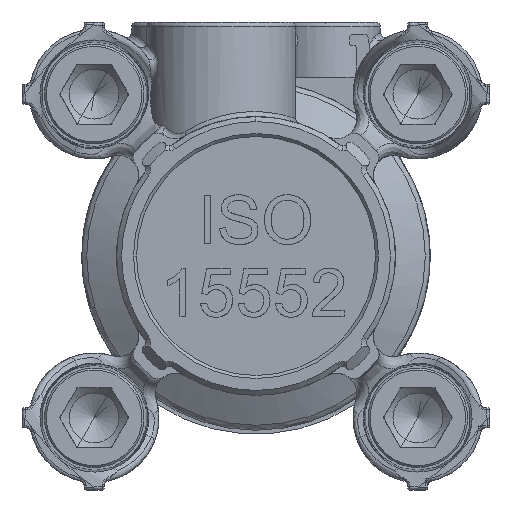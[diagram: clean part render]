
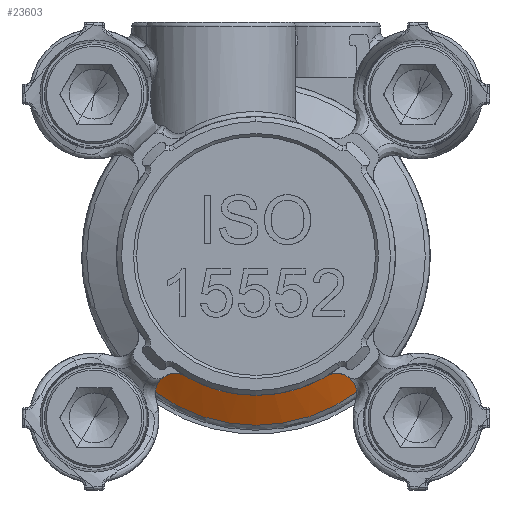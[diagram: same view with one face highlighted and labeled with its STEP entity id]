
A CAD part, front view. The second image highlights one B-rep face of the part: STEP entity #23603.
In plain terms, the highlighted conical face has half-angle 60 degrees and reference radius 17 mm.
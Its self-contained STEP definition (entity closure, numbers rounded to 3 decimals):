
#3852 = CARTESIAN_POINT ( 'NONE',  ( -9.059, 20.238, -12.024 ) ) ;
#3948 = DIRECTION ( 'NONE',  ( 0., 1., 0. ) ) ;
#4348 = CARTESIAN_POINT ( 'NONE',  ( -8.135, 19.816, -11.789 ) ) ;
#5168 = CARTESIAN_POINT ( 'NONE',  ( 9.644, 20.644, -12.463 ) ) ;
#5697 = VERTEX_POINT ( 'NONE', #62248 ) ;
#7292 = DIRECTION ( 'NONE',  ( 0., 0., 1. ) ) ;
#7578 = ORIENTED_EDGE ( 'NONE', *, *, #81003, .F. ) ;
#9038 = CARTESIAN_POINT ( 'NONE',  ( -7.574, 19.673, -11.864 ) ) ;
#9827 = EDGE_LOOP ( 'NONE', ( #18559, #22474, #39176, #50735, #7578 ) ) ;
#10038 = CARTESIAN_POINT ( 'NONE',  ( -9.107, 20.267, -12.051 ) ) ;
#10893 = CONICAL_SURFACE ( 'NONE', #91256, 17., 1.047 ) ;
#11035 = CARTESIAN_POINT ( 'NONE',  ( -8.932, 20.165, -11.961 ) ) ;
#11626 = FACE_OUTER_BOUND ( 'NONE', #9827, .T. ) ;
#11903 = CARTESIAN_POINT ( 'NONE',  ( 0., 19.629, -14. ) ) ;
#12878 = CARTESIAN_POINT ( 'NONE',  ( 7.977, 19.763, -11.787 ) ) ;
#14898 = CARTESIAN_POINT ( 'NONE',  ( 8.827, 20.107, -11.914 ) ) ;
#17054 = EDGE_CURVE ( 'NONE', #31643, #31147, #90124, .T. ) ;
#17727 = CARTESIAN_POINT ( 'NONE',  ( -8.734, 20.061, -11.883 ) ) ;
#17925 = CIRCLE ( 'NONE', #88409, 14. ) ;
#18559 = ORIENTED_EDGE ( 'NONE', *, *, #17054, .T. ) ;
#20707 = VERTEX_POINT ( 'NONE', #51661 ) ;
#21596 = CARTESIAN_POINT ( 'NONE',  ( 10.099, 21.279, -13.498 ) ) ;
#22474 = ORIENTED_EDGE ( 'NONE', *, *, #66931, .T. ) ;
#22603 = CARTESIAN_POINT ( 'NONE',  ( 8.332, 19.883, -11.794 ) ) ;
#22688 = CARTESIAN_POINT ( 'NONE',  ( 0., 19.629, 0. ) ) ;
#23603 = ADVANCED_FACE ( 'NONE', ( #11626 ), #10893, .T. ) ;
#25444 = CARTESIAN_POINT ( 'NONE',  ( -10.112, 21.361, -13.665 ) ) ;
#26428 = CARTESIAN_POINT ( 'NONE',  ( -9.265, 20.365, -12.143 ) ) ;
#26945 = CARTESIAN_POINT ( 'NONE',  ( -7.931, 19.754, -11.798 ) ) ;
#27452 = CARTESIAN_POINT ( 'NONE',  ( -9.392, 20.454, -12.239 ) ) ;
#27551 = DIRECTION ( 'NONE',  ( 0., 0., 1. ) ) ;
#30670 = AXIS2_PLACEMENT_3D ( 'NONE', #36985, #45203, #52895 ) ;
#31147 = VERTEX_POINT ( 'NONE', #37070 ) ;
#31604 = CARTESIAN_POINT ( 'NONE',  ( -7.394, 19.647, -11.924 ) ) ;
#31643 = VERTEX_POINT ( 'NONE', #90200 ) ;
#33645 = CARTESIAN_POINT ( 'NONE',  ( -9.989, 21.018, -13.013 ) ) ;
#34127 = CARTESIAN_POINT ( 'NONE',  ( -8.326, 19.88, -11.792 ) ) ;
#34622 = CARTESIAN_POINT ( 'NONE',  ( -9.62, 20.638, -12.467 ) ) ;
#34850 = CARTESIAN_POINT ( 'NONE',  ( 0., 19.629, 0. ) ) ;
#35144 = CARTESIAN_POINT ( 'NONE',  ( -8.111, 19.808, -11.789 ) ) ;
#35643 = CARTESIAN_POINT ( 'NONE',  ( -8.991, 20.198, -11.988 ) ) ;
#35917 = EDGE_CURVE ( 'NONE', #20707, #5697, #65657, .T. ) ;
#36985 = CARTESIAN_POINT ( 'NONE',  ( 0., 21.361, 0. ) ) ;
#37006 = CARTESIAN_POINT ( 'NONE',  ( 10.11, 21.361, -13.667 ) ) ;
#37070 = CARTESIAN_POINT ( 'NONE',  ( 7.1, 19.629, -12.066 ) ) ;
#38525 = CARTESIAN_POINT ( 'NONE',  ( 7.795, 19.714, -11.807 ) ) ;
#38818 = CARTESIAN_POINT ( 'NONE',  ( -7.708, 19.698, -11.83 ) ) ;
#39176 = ORIENTED_EDGE ( 'NONE', *, *, #48048, .T. ) ;
#41343 = CARTESIAN_POINT ( 'NONE',  ( -9.722, 20.733, -12.596 ) ) ;
#41862 = CARTESIAN_POINT ( 'NONE',  ( -9.771, 20.781, -12.664 ) ) ;
#45203 = DIRECTION ( 'NONE',  ( 0., 1., 0. ) ) ;
#46078 = VERTEX_POINT ( 'NONE', #11903 ) ;
#46226 = CARTESIAN_POINT ( 'NONE',  ( 8.501, 19.953, -11.821 ) ) ;
#48048 = EDGE_CURVE ( 'NONE', #46078, #20707, #17925, .T. ) ;
#48051 = CARTESIAN_POINT ( 'NONE',  ( -7.182, 19.629, -12.018 ) ) ;
#50064 = CARTESIAN_POINT ( 'NONE',  ( -9.566, 20.591, -12.407 ) ) ;
#50735 = ORIENTED_EDGE ( 'NONE', *, *, #35917, .T. ) ;
#51056 = CARTESIAN_POINT ( 'NONE',  ( -7.998, 19.773, -11.792 ) ) ;
#51661 = CARTESIAN_POINT ( 'NONE',  ( -7.102, 19.629, -12.065 ) ) ;
#52895 = DIRECTION ( 'NONE',  ( 0., 0., 1. ) ) ;
#53433 = CARTESIAN_POINT ( 'NONE',  ( 9.407, 20.454, -12.23 ) ) ;
#54236 = CARTESIAN_POINT ( 'NONE',  ( -7.102, 19.629, -12.065 ) ) ;
#56598 = AXIS2_PLACEMENT_3D ( 'NONE', #34850, #66179, #83598 ) ;
#56774 = CARTESIAN_POINT ( 'NONE',  ( -9.795, 20.806, -12.7 ) ) ;
#58282 = CARTESIAN_POINT ( 'NONE',  ( -10.091, 21.195, -13.322 ) ) ;
#60620 = CARTESIAN_POINT ( 'NONE',  ( 9.899, 20.923, -12.874 ) ) ;
#62138 = CARTESIAN_POINT ( 'NONE',  ( 7.439, 19.647, -11.899 ) ) ;
#62248 = CARTESIAN_POINT ( 'NONE',  ( -10.112, 21.361, -13.665 ) ) ;
#62938 = CARTESIAN_POINT ( 'NONE',  ( -7.438, 19.652, -11.908 ) ) ;
#65657 = B_SPLINE_CURVE_WITH_KNOTS ( 'NONE', 3,
 ( #54236, #48051, #94738, #31604, #62938, #79354, #9038, #38818, #101428, #26945, #51056, #97258, #35144, #4348, #34127, #66469, #17727, #97771, #11035, #35643, #3852, #66963, #10038, #74677, #26428, #27452, #50064, #34622, #96249, #41343, #41862, #56774, #33645, #58282, #25444 ),
 .UNSPECIFIED., .F., .F.,
 ( 4, 2, 2, 2, 2, 1, 2, 2, 2, 2, 1, 1, 2, 2, 2, 2, 2, 2, 4 ),
 ( 0., 0.062, 0.094, 0.125, 0.187, 0.219, 0.234, 0.25, 0.375, 0.437, 0.469, 0.484, 0.492, 0.5, 0.625, 0.687, 0.719, 0.75, 1. ),
 .UNSPECIFIED. ) ;
#66179 = DIRECTION ( 'NONE',  ( 0., 1., 0. ) ) ;
#66469 = CARTESIAN_POINT ( 'NONE',  ( -8.492, 19.947, -11.815 ) ) ;
#66931 = EDGE_CURVE ( 'NONE', #31147, #46078, #77900, .T. ) ;
#66963 = CARTESIAN_POINT ( 'NONE',  ( -9.087, 20.256, -12.04 ) ) ;
#69801 = CIRCLE ( 'NONE', #30670, 17. ) ;
#69817 = CARTESIAN_POINT ( 'NONE',  ( 7.263, 19.629, -11.97 ) ) ;
#74677 = CARTESIAN_POINT ( 'NONE',  ( -9.117, 20.274, -12.057 ) ) ;
#77900 = CIRCLE ( 'NONE', #56598, 14. ) ;
#79354 = CARTESIAN_POINT ( 'NONE',  ( -7.527, 19.665, -11.878 ) ) ;
#81003 = EDGE_CURVE ( 'NONE', #31643, #5697, #69801, .T. ) ;
#82973 = CARTESIAN_POINT ( 'NONE',  ( 0., 21.361, 0. ) ) ;
#83598 = DIRECTION ( 'NONE',  ( 0., 0., 1. ) ) ;
#85207 = CARTESIAN_POINT ( 'NONE',  ( 9.969, 21.016, -13.025 ) ) ;
#88409 = AXIS2_PLACEMENT_3D ( 'NONE', #22688, #101211, #7292 ) ;
#90124 = B_SPLINE_CURVE_WITH_KNOTS ( 'NONE', 3,
 ( #37006, #21596, #99615, #85207, #60620, #5168, #53433, #91392, #14898, #46226, #22603, #12878, #38525, #62138, #69817, #101132 ),
 .UNSPECIFIED., .F., .F.,
 ( 4, 2, 2, 2, 2, 2, 2, 4 ),
 ( 0., 0.001, 0.001, 0.002, 0.003, 0.003, 0.004, 0.004 ),
 .UNSPECIFIED. ) ;
#90200 = CARTESIAN_POINT ( 'NONE',  ( 10.11, 21.361, -13.667 ) ) ;
#91256 = AXIS2_PLACEMENT_3D ( 'NONE', #82973, #3948, #27551 ) ;
#91392 = CARTESIAN_POINT ( 'NONE',  ( 8.983, 20.192, -11.982 ) ) ;
#94738 = CARTESIAN_POINT ( 'NONE',  ( -7.265, 19.634, -11.977 ) ) ;
#96249 = CARTESIAN_POINT ( 'NONE',  ( -9.697, 20.709, -12.563 ) ) ;
#97258 = CARTESIAN_POINT ( 'NONE',  ( -8.066, 19.794, -11.789 ) ) ;
#97771 = CARTESIAN_POINT ( 'NONE',  ( -8.814, 20.101, -11.911 ) ) ;
#99615 = CARTESIAN_POINT ( 'NONE',  ( 10.068, 21.194, -13.336 ) ) ;
#101132 = CARTESIAN_POINT ( 'NONE',  ( 7.1, 19.629, -12.066 ) ) ;
#101211 = DIRECTION ( 'NONE',  ( 0., 1., 0. ) ) ;
#101428 = CARTESIAN_POINT ( 'NONE',  ( -7.797, 19.718, -11.814 ) ) ;
